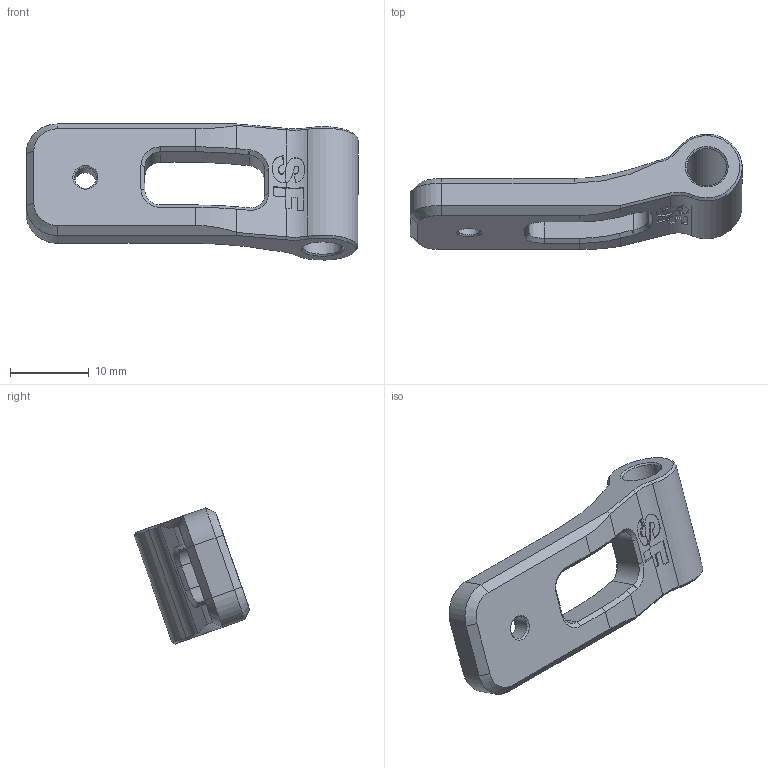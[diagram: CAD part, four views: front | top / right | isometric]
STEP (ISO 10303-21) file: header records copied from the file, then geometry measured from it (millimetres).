
FILE_DESCRIPTION(/* description */ (''),/* implementation_level */ '2;1');
FILE_NAME(/* name */ 'bras vis SureFire (anodisation 0.07mm).step',/* time_stamp */ '2023-06-10T13:33:01+02:00',/* author */ (''),/* organization */ (''),/* preprocessor_version */ 'ST-DEVELOPER v19.2',/* originating_system */ 'Autodesk Translation Framework v12.6.0.85',/* authorisation */ '');
FILE_SCHEMA (('AUTOMOTIVE_DESIGN { 1 0 10303 214 3 1 1 }'));
Length unit declared in the file: millimetre
Products named in the file (3): accessoires sur rail v5; v5 sur rotule; SureFire Scout Pro
Assembly tree (2 placements, depth 3):
  accessoires sur rail v5
    v5 sur rotule
      SureFire Scout Pro
Bounding box: 42.18 x 14.64 x 17.28 mm (x, y, z)
Volume: 2450.3 mm3; surface area: 2027.6 mm2
Topology: 1 solids, 1 shells, 140 faces, 361 edges, 222 vertices
Faces by surface type: plane 53, bspline 38, cone 28, cylinder 21
Full cylindrical faces by diameter (mm): 2.79 x1, 5.04 x1
Entity records: 4874 total; most frequent: CARTESIAN_POINT 1604, ORIENTED_EDGE 722, DIRECTION 563, EDGE_CURVE 361, VERTEX_POINT 222, LINE 209, VECTOR 209, AXIS2_PLACEMENT_3D 177
